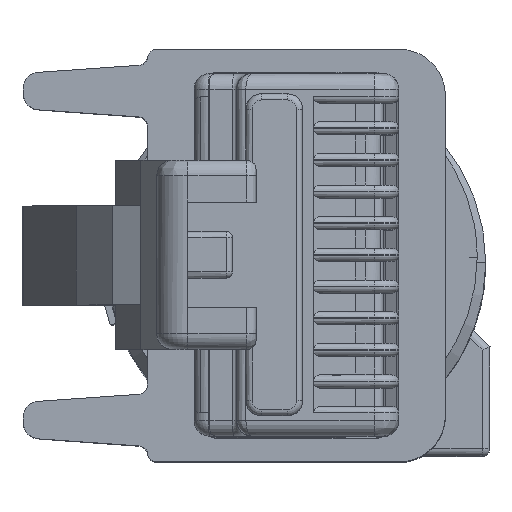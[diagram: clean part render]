
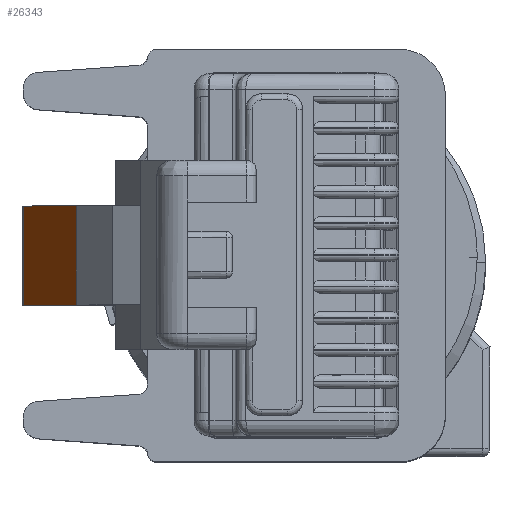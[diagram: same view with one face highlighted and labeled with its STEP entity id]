
A CAD part, top view. The second image highlights one B-rep face of the part: STEP entity #26343.
In plain terms, the highlighted planar face has unit normal (-0.934, 0, 0.358).
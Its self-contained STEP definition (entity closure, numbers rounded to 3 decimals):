
#26330=AXIS2_PLACEMENT_3D('Plane Axis2P3D',#26327,#26328,#26329) ;
#25228=CARTESIAN_POINT('Vertex',(1.756,5.05,181.407)) ;
#25231=CARTESIAN_POINT('Line Origine',(0.895,5.05,179.163)) ;
#25235=CARTESIAN_POINT('Vertex',(0.034,5.05,176.919)) ;
#25285=CARTESIAN_POINT('Line Origine',(0.895,8.25,179.163)) ;
#25289=CARTESIAN_POINT('Vertex',(1.756,8.25,181.407)) ;
#25291=CARTESIAN_POINT('Vertex',(0.034,8.25,176.919)) ;
#26315=CARTESIAN_POINT('Line Origine',(1.756,6.65,181.407)) ;
#26327=CARTESIAN_POINT('Axis2P3D Location',(1.756,8.25,181.407)) ;
#26332=CARTESIAN_POINT('Line Origine',(0.034,6.65,176.919)) ;
#25232=DIRECTION('Vector Direction',(-0.358,0.,-0.934)) ;
#25286=DIRECTION('Vector Direction',(-0.358,0.,-0.934)) ;
#26316=DIRECTION('Vector Direction',(0.,-1.,0.)) ;
#26328=DIRECTION('Axis2P3D Direction',(-0.934,0.,0.358)) ;
#26329=DIRECTION('Axis2P3D XDirection',(0.358,0.,0.934)) ;
#26333=DIRECTION('Vector Direction',(0.,1.,0.)) ;
#25233=VECTOR('Line Direction',#25232,1.) ;
#25287=VECTOR('Line Direction',#25286,1.) ;
#26317=VECTOR('Line Direction',#26316,1.) ;
#26334=VECTOR('Line Direction',#26333,1.) ;
#26338=ORIENTED_EDGE('',*,*,#25237,.F.) ;
#26339=ORIENTED_EDGE('',*,*,#26319,.F.) ;
#26340=ORIENTED_EDGE('',*,*,#25293,.T.) ;
#26341=ORIENTED_EDGE('',*,*,#26336,.F.) ;
#26343=ADVANCED_FACE('Hauptk\X2\00F6\X0\rper',(#26342),#26331,.T.) ;
#25237=EDGE_CURVE('',#25229,#25236,#25234,.T.) ;
#25293=EDGE_CURVE('',#25290,#25292,#25288,.T.) ;
#26319=EDGE_CURVE('',#25290,#25229,#26318,.T.) ;
#26336=EDGE_CURVE('',#25236,#25292,#26335,.T.) ;
#26337=EDGE_LOOP('',(#26338,#26339,#26340,#26341)) ;
#26342=FACE_OUTER_BOUND('',#26337,.T.) ;
#25234=LINE('Line',#25231,#25233) ;
#25288=LINE('Line',#25285,#25287) ;
#26318=LINE('Line',#26315,#26317) ;
#26335=LINE('Line',#26332,#26334) ;
#26331=PLANE('',#26330) ;
#25229=VERTEX_POINT('',#25228) ;
#25236=VERTEX_POINT('',#25235) ;
#25290=VERTEX_POINT('',#25289) ;
#25292=VERTEX_POINT('',#25291) ;
